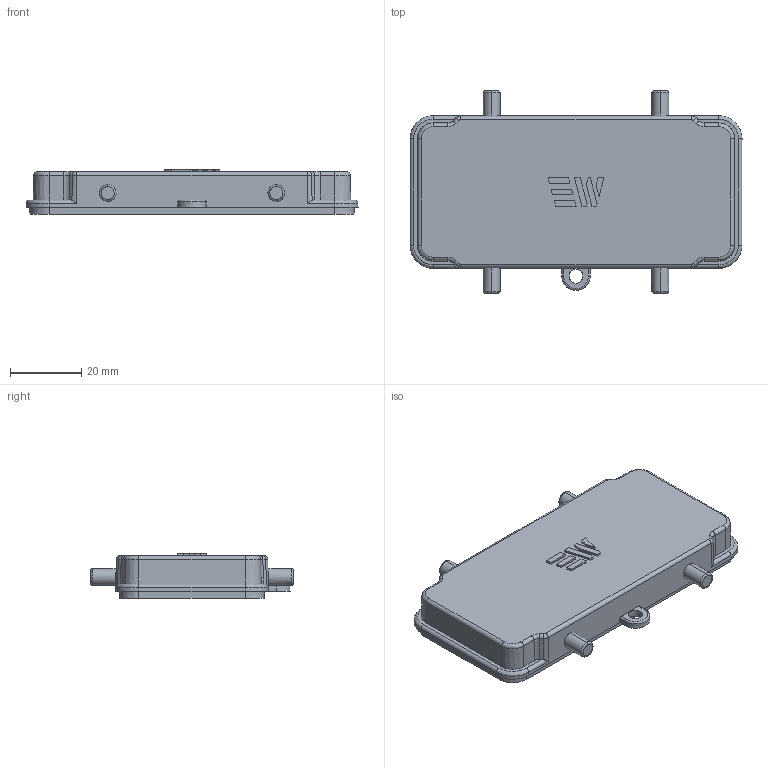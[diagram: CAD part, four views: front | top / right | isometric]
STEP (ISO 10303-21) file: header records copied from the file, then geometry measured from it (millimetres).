
FILE_DESCRIPTION (( 'STEP AP203' ), '1' );
FILE_NAME ('29651.step', '2025-02-12T17:36:38', ( '' ), ( '' ), 'SwSTEP 2.0', 'SolidWorks 2024', '' );
FILE_SCHEMA (( 'CONFIG_CONTROL_DESIGN' ));
Length unit declared in the file: inch
Products named in the file (1): 29651
Bounding box: 93.5 x 57 x 12.6 mm (x, y, z)
Volume: 13488.1 mm3; surface area: 13680 mm2
Topology: 1 solids, 1 shells, 196 faces, 480 edges, 298 vertices
Faces by surface type: plane 80, cylinder 40, cone 39, bspline 33, torus 4
Entity records: 6470 total; most frequent: CARTESIAN_POINT 1927, ORIENTED_EDGE 960, DIRECTION 901, EDGE_CURVE 480, AXIS2_PLACEMENT_3D 312, VERTEX_POINT 298, LINE 277, VECTOR 277
